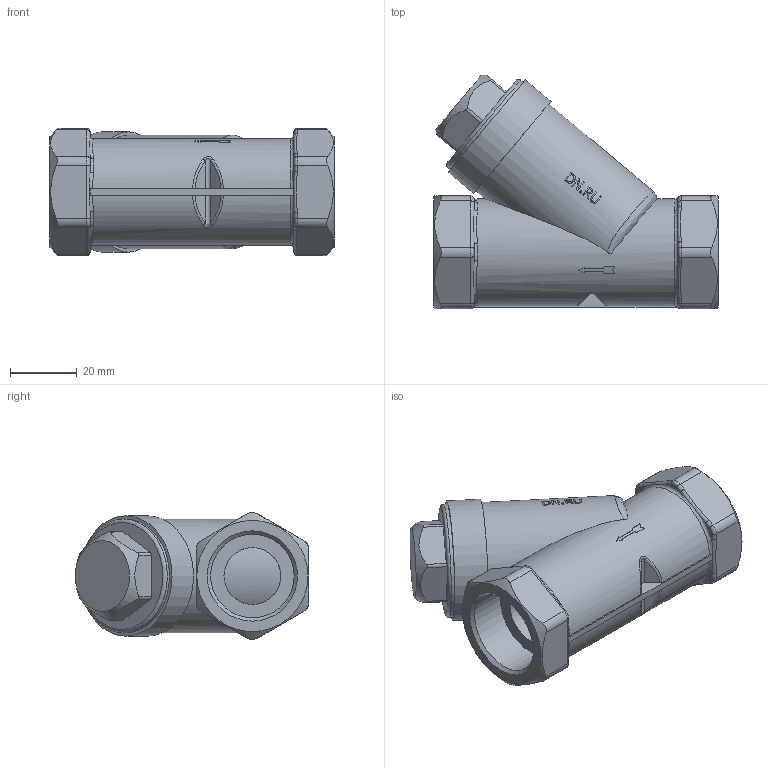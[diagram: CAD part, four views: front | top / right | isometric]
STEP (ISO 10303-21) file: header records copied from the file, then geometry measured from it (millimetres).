
FILE_DESCRIPTION(/* description */ (''),/* implementation_level */ '2;1');
FILE_NAME(/* name */ 'DN25_3D_STEP.stp',/* time_stamp */ '2024-04-14T23:03:04+03:00',/* author */ ('igorr'),/* organization */ (''),/* preprocessor_version */ 'ST-DEVELOPER v19.2',/* originating_system */ 'Autodesk Inventor 2023',/* authorisation */ '');
FILE_SCHEMA (('AUTOMOTIVE_DESIGN { 1 0 10303 214 3 1 1 }'));
Length unit declared in the file: millimetre
Products named in the file (1): Деталь
Bounding box: 85 x 69.86 x 38.01 mm (x, y, z)
Volume: 92240.6 mm3; surface area: 20293 mm2
Topology: 1 solids, 1 shells, 220 faces, 560 edges, 357 vertices
Faces by surface type: plane 97, cylinder 56, bspline 42, torus 20, cone 5
Full cylindrical faces by diameter (mm): 17 x2, 25 x2, 34 x2, 36 x1
Entity records: 8892 total; most frequent: CARTESIAN_POINT 3510, ORIENTED_EDGE 1120, DIRECTION 1007, EDGE_CURVE 560, AXIS2_PLACEMENT_3D 405, VERTEX_POINT 357, EDGE_LOOP 237, STYLED_ITEM 221
